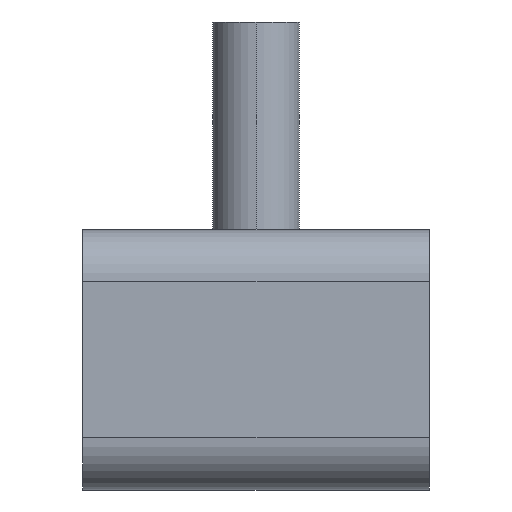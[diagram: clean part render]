
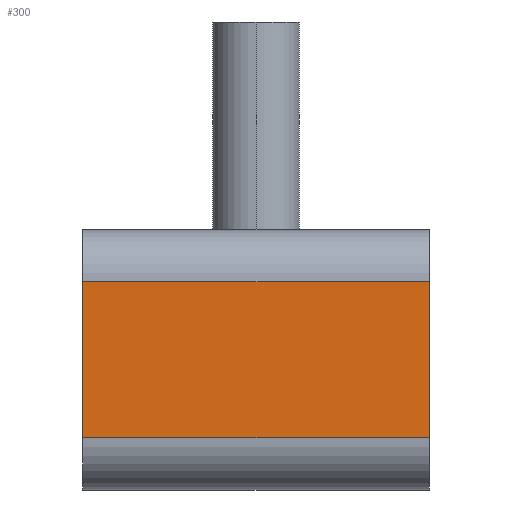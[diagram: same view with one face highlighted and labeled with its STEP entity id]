
A CAD part, left-side view. The second image highlights one B-rep face of the part: STEP entity #300.
In plain terms, the highlighted planar face has unit normal (-1, 0, 0).
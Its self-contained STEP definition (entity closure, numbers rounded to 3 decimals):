
#121 = VERTEX_POINT ( 'NONE', #1216 ) ;
#126 = VECTOR ( 'NONE', #582, 1000. ) ;
#169 = CARTESIAN_POINT ( 'NONE',  ( -64.405, -10., 8.844 ) ) ;
#192 = CARTESIAN_POINT ( 'NONE',  ( -64.405, 30., 8.844 ) ) ;
#204 = CARTESIAN_POINT ( 'NONE',  ( -64.405, 30., 14.844 ) ) ;
#226 = EDGE_CURVE ( 'NONE', #939, #121, #600, .T. ) ;
#244 = VERTEX_POINT ( 'NONE', #169 ) ;
#298 = CARTESIAN_POINT ( 'NONE',  ( -64.405, 30., -9.156 ) ) ;
#300 = ADVANCED_FACE ( 'NONE', ( #811 ), #1073, .F. ) ;
#350 = VERTEX_POINT ( 'NONE', #379 ) ;
#353 = CARTESIAN_POINT ( 'NONE',  ( -64.405, 30., 14.844 ) ) ;
#379 = CARTESIAN_POINT ( 'NONE',  ( -64.405, 30., 8.844 ) ) ;
#383 = LINE ( 'NONE', #204, #126 ) ;
#406 = DIRECTION ( 'NONE',  ( 0., 1., 0. ) ) ;
#412 = AXIS2_PLACEMENT_3D ( 'NONE', #353, #441, #917 ) ;
#413 = ORIENTED_EDGE ( 'NONE', *, *, #1179, .T. ) ;
#441 = DIRECTION ( 'NONE',  ( 1., 0., 0. ) ) ;
#442 = ORIENTED_EDGE ( 'NONE', *, *, #226, .T. ) ;
#444 = VECTOR ( 'NONE', #406, 1000. ) ;
#574 = VECTOR ( 'NONE', #602, 1000. ) ;
#582 = DIRECTION ( 'NONE',  ( 0., 0., 1. ) ) ;
#600 = LINE ( 'NONE', #298, #946 ) ;
#602 = DIRECTION ( 'NONE',  ( 0., 0., 1. ) ) ;
#671 = EDGE_CURVE ( 'NONE', #121, #244, #1191, .T. ) ;
#705 = ORIENTED_EDGE ( 'NONE', *, *, #671, .T. ) ;
#769 = DIRECTION ( 'NONE',  ( 0., -1., 0. ) ) ;
#811 = FACE_OUTER_BOUND ( 'NONE', #838, .T. ) ;
#838 = EDGE_LOOP ( 'NONE', ( #1070, #442, #705, #413 ) ) ;
#861 = LINE ( 'NONE', #192, #444 ) ;
#917 = DIRECTION ( 'NONE',  ( 0., 0., -1. ) ) ;
#939 = VERTEX_POINT ( 'NONE', #1055 ) ;
#946 = VECTOR ( 'NONE', #769, 1000. ) ;
#948 = EDGE_CURVE ( 'NONE', #939, #350, #383, .T. ) ;
#1055 = CARTESIAN_POINT ( 'NONE',  ( -64.405, 30., -9.156 ) ) ;
#1070 = ORIENTED_EDGE ( 'NONE', *, *, #948, .F. ) ;
#1073 = PLANE ( 'NONE',  #412 ) ;
#1164 = CARTESIAN_POINT ( 'NONE',  ( -64.405, -10., 14.844 ) ) ;
#1179 = EDGE_CURVE ( 'NONE', #244, #350, #861, .T. ) ;
#1191 = LINE ( 'NONE', #1164, #574 ) ;
#1216 = CARTESIAN_POINT ( 'NONE',  ( -64.405, -10., -9.156 ) ) ;
